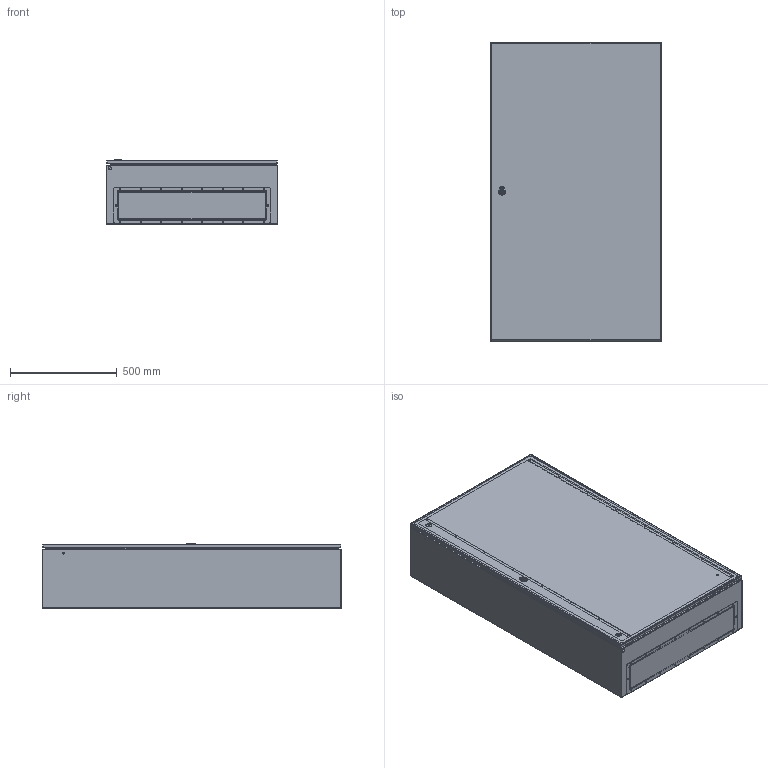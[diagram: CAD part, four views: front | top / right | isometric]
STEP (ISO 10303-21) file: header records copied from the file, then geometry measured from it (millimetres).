
FILE_DESCRIPTION(/* description */ (''),/* implementation_level */ '2;1');
FILE_NAME(/* name */ 'GN1408030.stp',/* time_stamp */ '2020-05-22T10:47:32+02:00',/* author */ (''),/* organization */ (''),/* preprocessor_version */ 'ST-DEVELOPER v16.7',/* originating_system */ 'SIEMENS PLM Software NX 12.0',/* authorisation */ '');
FILE_SCHEMA (('AUTOMOTIVE_DESIGN { 1 0 10303 214 3 1 1 1 }'));
Products named in the file (9): CUERPO_1408030; TAPA_732X172; PUERTA_O_14080; BISAGRA CUERPO; ALZADOR PLACAS; PL14080; CIERRE TRIPLE VARILLAS_1400; GUIA DE VARILLA REDONDA; GN14010040_stp
Assembly tree (14 placements, depth 2):
  GN14010040_stp
    GUIA DE VARILLA REDONDA  x2
    CIERRE TRIPLE VARILLAS_1400
    PL14080
    ALZADOR PLACAS  x4
    BISAGRA CUERPO  x3
    PUERTA_O_14080
    TAPA_732X172
    CUERPO_1408030
Bounding box: 800 x 1403 x 305.65 mm (x, y, z)
Volume: 8362618.5 mm3; surface area: 9989232.7 mm2
Topology: 48 solids, 48 shells, 1609 faces, 4058 edges, 2555 vertices
Faces by surface type: plane 677, cylinder 669, bspline 129, cone 57, torus 56, sphere 21
Full cylindrical faces by diameter (mm): 3 x18, 3.5 x106, 5 x16, 5.2 x6, 6 x18, 7 x21, 9 x12, 10 x1, 12 x4, 15.1 x1, 16.25 x1, 17 x4, 19.3 x1
Entity records: 90398 total; most frequent: CARTESIAN_POINT 52677, DIRECTION 7039, ORIENTED_EDGE 6936, EDGE_CURVE 3468, AXIS2_PLACEMENT_3D 2682, VERTEX_POINT 2311, EDGE_LOOP 2135, LINE 1675
